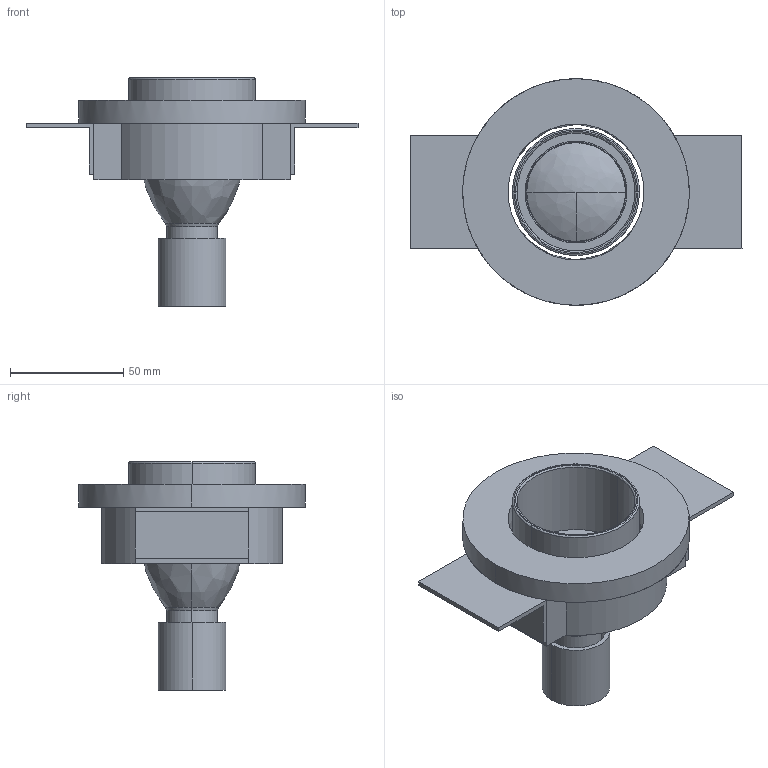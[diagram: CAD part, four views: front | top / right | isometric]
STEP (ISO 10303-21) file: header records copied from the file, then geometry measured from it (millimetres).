
FILE_DESCRIPTION(/* description */ (''),/* implementation_level */ '2;1');
FILE_NAME(/* name */ 'T336_T~1',/* time_stamp */ '2020-11-12T11:15:57+01:00',/* author */ (''),/* organization */ (''),/* preprocessor_version */ 'ST-DEVELOPER v16.5',/* originating_system */ '',/* authorisation */ '');
FILE_SCHEMA (('AUTOMOTIVE_DESIGN'));
Length unit declared in the file: millimetre
Products named in the file (1): Document
Bounding box: 146.6 x 100 x 100.82 mm (x, y, z)
Volume: 156087.2 mm3; surface area: 77099.8 mm2
Topology: 10 solids, 10 shells, 174 faces, 384 edges, 233 vertices
Faces by surface type: bspline 103, plane 71
Entity records: 7236 total; most frequent: CARTESIAN_POINT 4814, ORIENTED_EDGE 748, EDGE_CURVE 374, VERTEX_POINT 233, EDGE_LOOP 191, ADVANCED_FACE 174, FACE_OUTER_BOUND 174, B_SPLINE_CURVE_WITH_KNOTS 165
